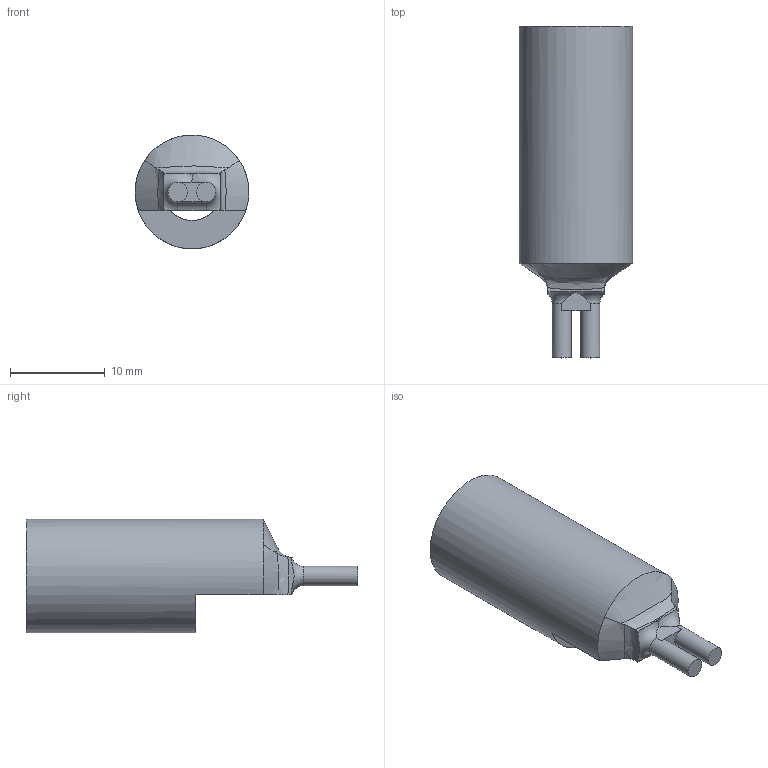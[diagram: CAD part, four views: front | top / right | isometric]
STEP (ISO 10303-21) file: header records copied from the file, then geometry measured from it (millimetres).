
FILE_DESCRIPTION(/* description */ (''),/* implementation_level */ '2;1');
FILE_NAME(/* name */ 'pole_2_cassette_attach_cutaway v1.step',/* time_stamp */ '2024-04-19T11:25:05+01:00',/* author */ (''),/* organization */ (''),/* preprocessor_version */ 'ST-DEVELOPER v20',/* originating_system */ 'Autodesk Translation Framework v12.14.0.127',/* authorisation */ '');
FILE_SCHEMA (('AUTOMOTIVE_DESIGN { 1 0 10303 214 3 1 1 }'));
Length unit declared in the file: millimetre
Products named in the file (1): pole_2_cassette_attach_cutaway
Bounding box: 12 x 35 x 12 mm (x, y, z)
Volume: 2213.6 mm3; surface area: 1626.2 mm2
Topology: 1 solids, 1 shells, 30 faces, 89 edges, 60 vertices
Faces by surface type: plane 17, bspline 6, cylinder 5, torus 2
Full cylindrical faces by diameter (mm): 2.05 x2, 6 x1, 12 x1
Entity records: 1415 total; most frequent: CARTESIAN_POINT 603, ORIENTED_EDGE 178, DIRECTION 142, EDGE_CURVE 89, VERTEX_POINT 60, AXIS2_PLACEMENT_3D 54, LINE 34, VECTOR 34
